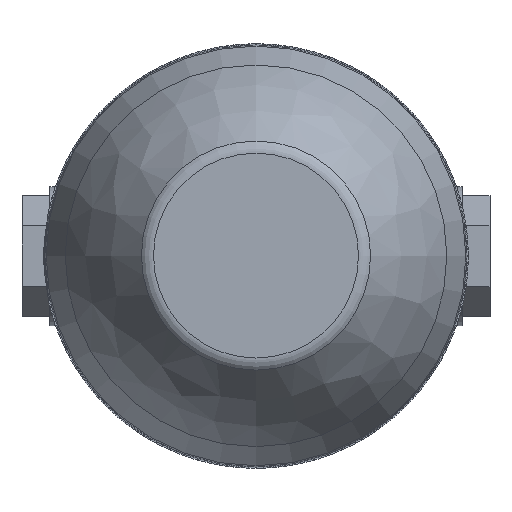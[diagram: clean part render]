
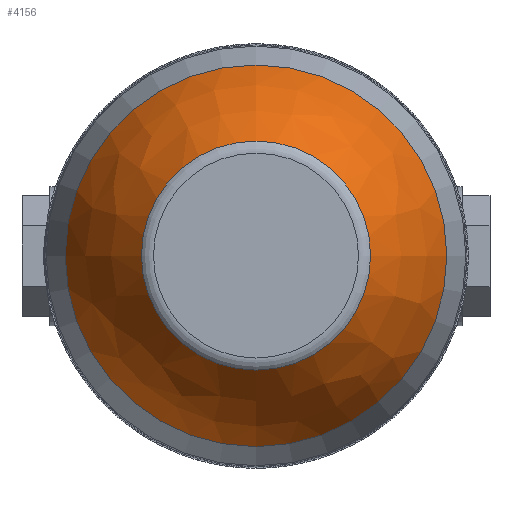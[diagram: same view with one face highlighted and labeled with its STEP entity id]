
A CAD part, top view. The second image highlights one B-rep face of the part: STEP entity #4156.
In plain terms, the highlighted free-form (B-spline) face has degree [3, 3] with [4, 7] control points.
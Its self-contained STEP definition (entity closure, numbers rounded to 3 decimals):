
#25=(
BOUNDED_SURFACE()
B_SPLINE_SURFACE(3,3,((#29491,#29492,#29493,#29494,#29495,#29496,#29497),
(#29498,#29499,#29500,#29501,#29502,#29503,#29504),(#29505,#29506,#29507,
#29508,#29509,#29510,#29511),(#29512,#29513,#29514,#29515,#29516,#29517,
#29518)),.UNSPECIFIED.,.F.,.T.,.F.)
B_SPLINE_SURFACE_WITH_KNOTS((4,4),(1,3,3,3,1),(0.,1.),(-0.5,0.,0.5,1.,1.5),
 .UNSPECIFIED.)
GEOMETRIC_REPRESENTATION_ITEM()
RATIONAL_B_SPLINE_SURFACE(((1.,0.333,0.333,1.,0.333,
0.333,1.),(0.989,0.33,0.33,
0.989,0.33,0.33,0.989),
(0.989,0.33,0.33,0.989,
0.33,0.33,0.989),(1.,0.333,
0.333,1.,0.333,0.333,1.)))
REPRESENTATION_ITEM('')
SURFACE()
);
#3958=FACE_BOUND('',#7501,.T.);
#3959=FACE_BOUND('',#7502,.T.);
#4156=ADVANCED_FACE('',(#3958,#3959),#25,.T.);
#7501=EDGE_LOOP('',(#9300));
#7502=EDGE_LOOP('',(#9301));
#9300=ORIENTED_EDGE('',*,*,#16380,.T.);
#9301=ORIENTED_EDGE('',*,*,#16381,.F.);
#14568=VERTEX_POINT('',#29488);
#14569=VERTEX_POINT('',#29490);
#16380=EDGE_CURVE('',#14568,#14568,#18983,.T.);
#16381=EDGE_CURVE('',#14569,#14569,#18984,.T.);
#18983=CIRCLE('',#20152,41.177);
#18984=CIRCLE('',#20153,24.729);
#20152=AXIS2_PLACEMENT_3D('',#29487,#22899,#22900);
#20153=AXIS2_PLACEMENT_3D('',#29489,#22901,#22902);
#22899=DIRECTION('',(0.,0.,1.));
#22900=DIRECTION('',(-1.,0.,0.));
#22901=DIRECTION('',(0.,0.,1.));
#22902=DIRECTION('',(1.,0.,0.));
#29487=CARTESIAN_POINT('',(28.272,-5.269,43.676));
#29488=CARTESIAN_POINT('',(-12.905,-5.269,43.676));
#29489=CARTESIAN_POINT('',(28.272,-5.269,71.654));
#29490=CARTESIAN_POINT('',(53.001,-5.269,71.654));
#29491=CARTESIAN_POINT('',(69.45,-5.269,43.676));
#29492=CARTESIAN_POINT('',(69.45,-87.624,43.676));
#29493=CARTESIAN_POINT('',(-12.905,-87.624,43.676));
#29494=CARTESIAN_POINT('',(-12.905,-5.269,43.676));
#29495=CARTESIAN_POINT('',(-12.905,77.086,43.676));
#29496=CARTESIAN_POINT('',(69.45,77.086,43.676));
#29497=CARTESIAN_POINT('',(69.45,-5.269,43.676));
#29498=CARTESIAN_POINT('',(65.708,-5.269,53.956));
#29499=CARTESIAN_POINT('',(65.708,-80.141,53.956));
#29500=CARTESIAN_POINT('',(-9.164,-80.141,53.956));
#29501=CARTESIAN_POINT('',(-9.164,-5.269,53.956));
#29502=CARTESIAN_POINT('',(-9.164,69.603,53.956));
#29503=CARTESIAN_POINT('',(65.708,69.603,53.956));
#29504=CARTESIAN_POINT('',(65.708,-5.269,53.956));
#29505=CARTESIAN_POINT('',(60.164,-5.269,63.386));
#29506=CARTESIAN_POINT('',(60.164,-69.052,63.386));
#29507=CARTESIAN_POINT('',(-3.62,-69.052,63.386));
#29508=CARTESIAN_POINT('',(-3.62,-5.269,63.386));
#29509=CARTESIAN_POINT('',(-3.62,58.515,63.386));
#29510=CARTESIAN_POINT('',(60.164,58.515,63.386));
#29511=CARTESIAN_POINT('',(60.164,-5.269,63.386));
#29512=CARTESIAN_POINT('',(53.001,-5.269,71.654));
#29513=CARTESIAN_POINT('',(53.001,-54.726,71.654));
#29514=CARTESIAN_POINT('',(3.543,-54.726,71.654));
#29515=CARTESIAN_POINT('',(3.543,-5.269,71.654));
#29516=CARTESIAN_POINT('',(3.543,44.189,71.654));
#29517=CARTESIAN_POINT('',(53.001,44.189,71.654));
#29518=CARTESIAN_POINT('',(53.001,-5.269,71.654));
